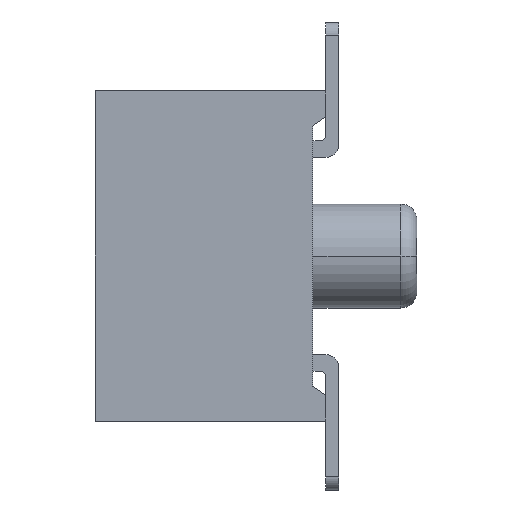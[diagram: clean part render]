
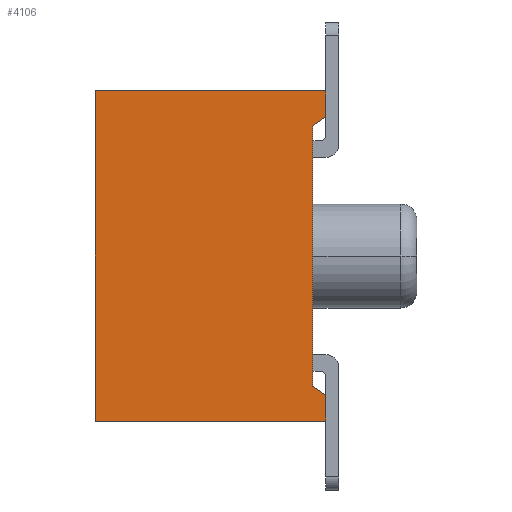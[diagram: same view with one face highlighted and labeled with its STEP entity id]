
A CAD part, left-side view. The second image highlights one B-rep face of the part: STEP entity #4106.
In plain terms, the highlighted planar face has unit normal (-1, 0, 0).
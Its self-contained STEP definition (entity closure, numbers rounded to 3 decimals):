
#24=DIRECTION('',(0.,0.,1.));
#25=VECTOR('',#24,0.4);
#26=CARTESIAN_POINT('',(-1.27,0.,2.14));
#27=LINE('',#26,#25);
#52=DIRECTION('',(0.,0.,1.));
#53=VECTOR('',#52,0.4);
#54=CARTESIAN_POINT('',(-1.27,0.,-2.54));
#55=LINE('',#54,#53);
#101=DIRECTION('',(0.,1.,0.));
#102=VECTOR('',#101,3.55);
#103=CARTESIAN_POINT('',(-1.27,0.,2.54));
#104=LINE('',#103,#102);
#395=DIRECTION('',(0.,0.,1.));
#396=VECTOR('',#395,5.08);
#397=CARTESIAN_POINT('',(-1.27,3.55,-2.54));
#398=LINE('',#397,#396);
#658=DIRECTION('',(0.,0.819,-0.574));
#659=VECTOR('',#658,0.244);
#660=CARTESIAN_POINT('',(-1.27,0.,2.14));
#661=LINE('',#660,#659);
#665=DIRECTION('',(0.,0.,-1.));
#666=VECTOR('',#665,4.);
#667=CARTESIAN_POINT('',(-1.27,0.2,2.));
#668=LINE('',#667,#666);
#672=DIRECTION('',(0.,-0.819,-0.574));
#673=VECTOR('',#672,0.244);
#674=CARTESIAN_POINT('',(-1.27,0.2,-2.));
#675=LINE('',#674,#673);
#679=DIRECTION('',(0.,1.,0.));
#680=VECTOR('',#679,3.55);
#681=CARTESIAN_POINT('',(-1.27,0.,-2.54));
#682=LINE('',#681,#680);
#3029=CARTESIAN_POINT('',(-1.27,3.55,-2.54));
#3030=CARTESIAN_POINT('',(-1.27,3.55,2.54));
#3031=VERTEX_POINT('',#3029);
#3032=VERTEX_POINT('',#3030);
#3033=CARTESIAN_POINT('',(-1.27,0.,-2.54));
#3034=VERTEX_POINT('',#3033);
#3035=CARTESIAN_POINT('',(-1.27,0.,2.54));
#3036=VERTEX_POINT('',#3035);
#3093=CARTESIAN_POINT('',(-1.27,0.,2.14));
#3095=VERTEX_POINT('',#3093);
#3097=CARTESIAN_POINT('',(-1.27,0.,-2.14));
#3099=VERTEX_POINT('',#3097);
#3101=CARTESIAN_POINT('',(-1.27,0.2,2.));
#3102=VERTEX_POINT('',#3101);
#3103=CARTESIAN_POINT('',(-1.27,0.2,-2.));
#3104=VERTEX_POINT('',#3103);
#4089=CARTESIAN_POINT('',(-1.27,0.,-2.54));
#4090=DIRECTION('',(-1.,0.,0.));
#4091=DIRECTION('',(0.,0.,1.));
#4092=AXIS2_PLACEMENT_3D('',#4089,#4090,#4091);
#4093=PLANE('',#4092);
#4094=ORIENTED_EDGE('',*,*,#3607,.T.);
#4095=ORIENTED_EDGE('',*,*,#3949,.T.);
#4097=ORIENTED_EDGE('',*,*,#4096,.T.);
#4098=ORIENTED_EDGE('',*,*,#3592,.F.);
#4100=ORIENTED_EDGE('',*,*,#4099,.T.);
#4101=ORIENTED_EDGE('',*,*,#3656,.T.);
#4102=ORIENTED_EDGE('',*,*,#3642,.F.);
#4103=ORIENTED_EDGE('',*,*,#3572,.F.);
#4104=EDGE_LOOP('',(#4094,#4095,#4097,#4098,#4100,#4101,#4102,#4103));
#4105=FACE_OUTER_BOUND('',#4104,.F.);
#4106=ADVANCED_FACE('',(#4105),#4093,.T.);
#3572=EDGE_CURVE('',#3095,#3036,#27,.T.);
#3592=EDGE_CURVE('',#3034,#3099,#55,.T.);
#3607=EDGE_CURVE('',#3095,#3102,#661,.T.);
#3642=EDGE_CURVE('',#3036,#3032,#104,.T.);
#3656=EDGE_CURVE('',#3031,#3032,#398,.T.);
#3949=EDGE_CURVE('',#3102,#3104,#668,.T.);
#4096=EDGE_CURVE('',#3104,#3099,#675,.T.);
#4099=EDGE_CURVE('',#3034,#3031,#682,.T.);
